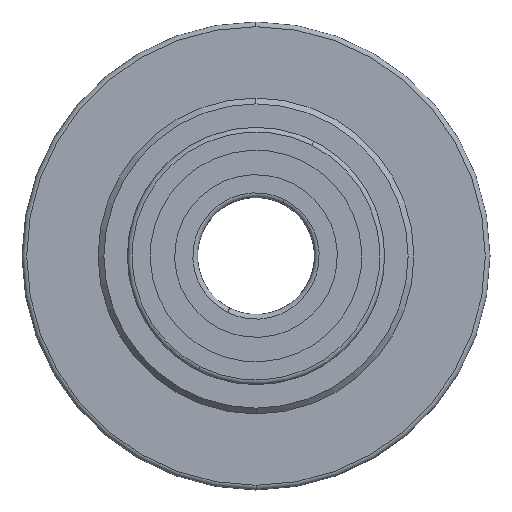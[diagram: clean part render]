
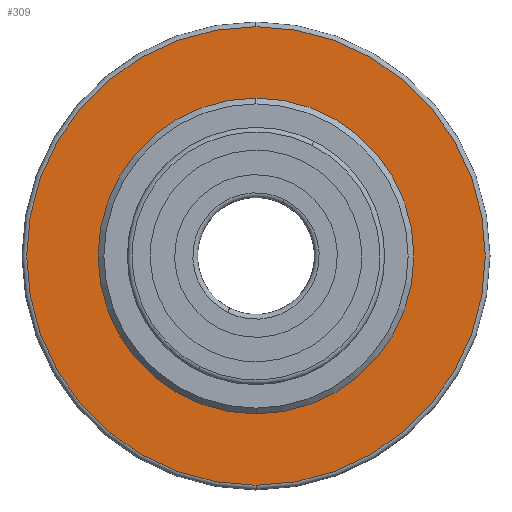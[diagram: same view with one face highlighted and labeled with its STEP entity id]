
A CAD part, left-side view. The second image highlights one B-rep face of the part: STEP entity #309.
In plain terms, the highlighted planar face has unit normal (-1, 0, 0).
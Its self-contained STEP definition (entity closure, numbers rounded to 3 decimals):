
#169 = DIRECTION ( 'NONE',  ( -1., 0., 0. ) ) ;
#220 = DIRECTION ( 'NONE',  ( 0., 0., -1. ) ) ;
#278 = CIRCLE ( 'NONE', #3910, 67.5 ) ;
#287 = AXIS2_PLACEMENT_3D ( 'NONE', #3999, #1875, #220 ) ;
#309 = ADVANCED_FACE ( 'NONE', ( #4804, #4857 ), #5310, .F. ) ;
#332 = CIRCLE ( 'NONE', #879, 98. ) ;
#738 = CARTESIAN_POINT ( 'NONE',  ( -27.5, 0., 0. ) ) ;
#756 = AXIS2_PLACEMENT_3D ( 'NONE', #3162, #169, #1442 ) ;
#780 = VERTEX_POINT ( 'NONE', #3502 ) ;
#879 = AXIS2_PLACEMENT_3D ( 'NONE', #5062, #2450, #3749 ) ;
#950 = EDGE_CURVE ( 'NONE', #3484, #5220, #4375, .T. ) ;
#1175 = DIRECTION ( 'NONE',  ( 1., 0., 0. ) ) ;
#1442 = DIRECTION ( 'NONE',  ( 0., 0., -1. ) ) ;
#1477 = ORIENTED_EDGE ( 'NONE', *, *, #2322, .T. ) ;
#1536 = EDGE_CURVE ( 'NONE', #5220, #3484, #278, .T. ) ;
#1875 = DIRECTION ( 'NONE',  ( 1., 0., 0. ) ) ;
#2123 = DIRECTION ( 'NONE',  ( 1., 0., 0. ) ) ;
#2158 = CARTESIAN_POINT ( 'NONE',  ( -27.5, 0., 67.5 ) ) ;
#2322 = EDGE_CURVE ( 'NONE', #780, #3998, #332, .T. ) ;
#2408 = DIRECTION ( 'NONE',  ( 0., 0., -1. ) ) ;
#2450 = DIRECTION ( 'NONE',  ( -1., 0., 0. ) ) ;
#2813 = EDGE_LOOP ( 'NONE', ( #4630, #1477 ) ) ;
#2997 = ORIENTED_EDGE ( 'NONE', *, *, #950, .T. ) ;
#3162 = CARTESIAN_POINT ( 'NONE',  ( -27.5, 0., 0. ) ) ;
#3285 = CARTESIAN_POINT ( 'NONE',  ( -27.5, 0., -98. ) ) ;
#3337 = ORIENTED_EDGE ( 'NONE', *, *, #1536, .T. ) ;
#3385 = DIRECTION ( 'NONE',  ( 0., 0., -1. ) ) ;
#3484 = VERTEX_POINT ( 'NONE', #2158 ) ;
#3502 = CARTESIAN_POINT ( 'NONE',  ( -27.5, 0., 98. ) ) ;
#3749 = DIRECTION ( 'NONE',  ( 0., 0., -1. ) ) ;
#3910 = AXIS2_PLACEMENT_3D ( 'NONE', #5490, #2123, #3385 ) ;
#3998 = VERTEX_POINT ( 'NONE', #3285 ) ;
#3999 = CARTESIAN_POINT ( 'NONE',  ( -27.5, 0., 0. ) ) ;
#4175 = EDGE_LOOP ( 'NONE', ( #3337, #2997 ) ) ;
#4375 = CIRCLE ( 'NONE', #287, 67.5 ) ;
#4422 = EDGE_CURVE ( 'NONE', #3998, #780, #4766, .T. ) ;
#4630 = ORIENTED_EDGE ( 'NONE', *, *, #4422, .T. ) ;
#4766 = CIRCLE ( 'NONE', #756, 98. ) ;
#4804 = FACE_BOUND ( 'NONE', #4175, .T. ) ;
#4840 = CARTESIAN_POINT ( 'NONE',  ( -27.5, 0., -67.5 ) ) ;
#4857 = FACE_OUTER_BOUND ( 'NONE', #2813, .T. ) ;
#5006 = AXIS2_PLACEMENT_3D ( 'NONE', #738, #1175, #2408 ) ;
#5062 = CARTESIAN_POINT ( 'NONE',  ( -27.5, 0., 0. ) ) ;
#5220 = VERTEX_POINT ( 'NONE', #4840 ) ;
#5310 = PLANE ( 'NONE',  #5006 ) ;
#5490 = CARTESIAN_POINT ( 'NONE',  ( -27.5, 0., 0. ) ) ;
